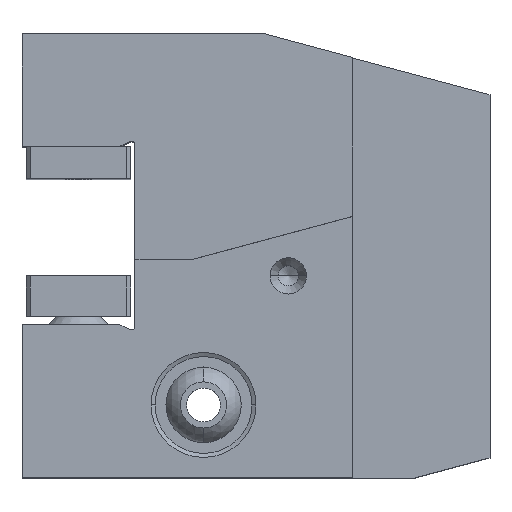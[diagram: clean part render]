
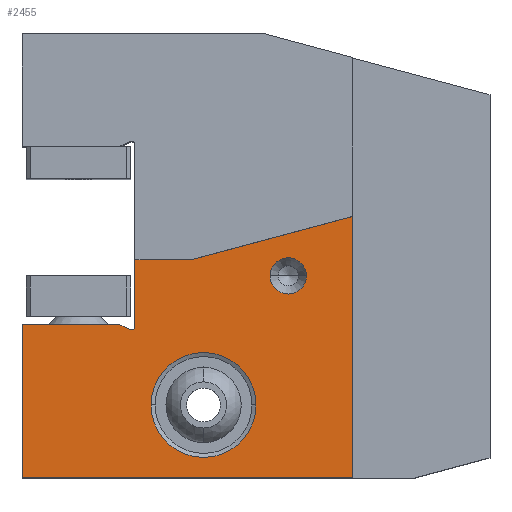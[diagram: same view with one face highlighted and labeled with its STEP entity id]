
A CAD part, top view. The second image highlights one B-rep face of the part: STEP entity #2455.
In plain terms, the highlighted planar face has unit normal (0, 0, 1).
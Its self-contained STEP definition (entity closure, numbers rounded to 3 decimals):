
#60 = CARTESIAN_POINT ( 'NONE',  ( 12.876, -21.798, 64.19 ) ) ;
#106 = CARTESIAN_POINT ( 'NONE',  ( 4.376, -3.798, 64.19 ) ) ;
#111 = CARTESIAN_POINT ( 'NONE',  ( -9.624, -11.798, 64.19 ) ) ;
#121 = LINE ( 'NONE', #3129, #4005 ) ;
#287 = DIRECTION ( 'NONE',  ( 0., 0., -1. ) ) ;
#367 = EDGE_CURVE ( 'NONE', #3641, #8243, #1716, .T. ) ;
#416 = LINE ( 'NONE', #7635, #5116 ) ;
#507 = CARTESIAN_POINT ( 'NONE',  ( 6.376, -21.798, 64.19 ) ) ;
#607 = CARTESIAN_POINT ( 'NONE',  ( 12.876, -21.798, 64.19 ) ) ;
#722 = EDGE_CURVE ( 'NONE', #7223, #3238, #2082, .T. ) ;
#791 = EDGE_CURVE ( 'NONE', #3746, #6509, #6492, .T. ) ;
#849 = CARTESIAN_POINT ( 'NONE',  ( 31.376, -30.798, 64.19 ) ) ;
#898 = VECTOR ( 'NONE', #5654, 1000. ) ;
#943 = DIRECTION ( 'NONE',  ( -1., 0., 0. ) ) ;
#955 = CARTESIAN_POINT ( 'NONE',  ( 4.376, -3.798, 64.19 ) ) ;
#1058 = DIRECTION ( 'NONE',  ( 1., 0., 0. ) ) ;
#1113 = CARTESIAN_POINT ( 'NONE',  ( 2.376, -11.798, 64.19 ) ) ;
#1123 = EDGE_LOOP ( 'NONE', ( #1246, #5997 ) ) ;
#1246 = ORIENTED_EDGE ( 'NONE', *, *, #5858, .T. ) ;
#1409 = CARTESIAN_POINT ( 'NONE',  ( 3.976, -12.102, 64.19 ) ) ;
#1438 = EDGE_CURVE ( 'NONE', #3247, #5957, #8632, .T. ) ;
#1620 = CARTESIAN_POINT ( 'NONE',  ( 21.126, -5.798, 64.19 ) ) ;
#1661 = EDGE_LOOP ( 'NONE', ( #1981, #8372, #3414, #9027, #4151, #1903, #2439, #3722, #3448 ) ) ;
#1716 = CIRCLE ( 'NONE', #7617, 6.5 ) ;
#1725 = VECTOR ( 'NONE', #7784, 1000. ) ;
#1903 = ORIENTED_EDGE ( 'NONE', *, *, #4413, .T. ) ;
#1981 = ORIENTED_EDGE ( 'NONE', *, *, #8676, .T. ) ;
#2021 = CARTESIAN_POINT ( 'NONE',  ( 11.376, -3.798, 64.19 ) ) ;
#2044 = ORIENTED_EDGE ( 'NONE', *, *, #722, .T. ) ;
#2082 = CIRCLE ( 'NONE', #8830, 2.25 ) ;
#2163 = CARTESIAN_POINT ( 'NONE',  ( 25.626, -5.798, 64.19 ) ) ;
#2209 = DIRECTION ( 'NONE',  ( 1., 0., 0. ) ) ;
#2266 = AXIS2_PLACEMENT_3D ( 'NONE', #60, #287, #1058 ) ;
#2439 = ORIENTED_EDGE ( 'NONE', *, *, #1438, .T. ) ;
#2455 = ADVANCED_FACE ( 'NONE', ( #9841, #7182, #9487 ), #3646, .T. ) ;
#2512 = CARTESIAN_POINT ( 'NONE',  ( 2.376, -11.798, 64.19 ) ) ;
#2941 = DIRECTION ( 'NONE',  ( 0., 0., 1. ) ) ;
#3028 = VECTOR ( 'NONE', #3877, 1000. ) ;
#3054 = CARTESIAN_POINT ( 'NONE',  ( 3.807, -12.465, 64.19 ) ) ;
#3090 = VERTEX_POINT ( 'NONE', #7568 ) ;
#3129 = CARTESIAN_POINT ( 'NONE',  ( 4.376, -3.798, 64.19 ) ) ;
#3162 = LINE ( 'NONE', #6704, #6379 ) ;
#3238 = VERTEX_POINT ( 'NONE', #2163 ) ;
#3247 = VERTEX_POINT ( 'NONE', #849 ) ;
#3414 = ORIENTED_EDGE ( 'NONE', *, *, #791, .T. ) ;
#3448 = ORIENTED_EDGE ( 'NONE', *, *, #6889, .T. ) ;
#3493 = EDGE_CURVE ( 'NONE', #3238, #7223, #4087, .T. ) ;
#3537 = DIRECTION ( 'NONE',  ( -0.906, 0.423, 0. ) ) ;
#3641 = VERTEX_POINT ( 'NONE', #507 ) ;
#3646 = PLANE ( 'NONE',  #9000 ) ;
#3717 = LINE ( 'NONE', #2512, #4780 ) ;
#3720 = CARTESIAN_POINT ( 'NONE',  ( 3.976, -12.102, 64.19 ) ) ;
#3722 = ORIENTED_EDGE ( 'NONE', *, *, #5405, .T. ) ;
#3746 = VERTEX_POINT ( 'NONE', #6725 ) ;
#3877 = DIRECTION ( 'NONE',  ( 0., 1., 0. ) ) ;
#3912 = EDGE_CURVE ( 'NONE', #6509, #9560, #3717, .T. ) ;
#3916 = AXIS2_PLACEMENT_3D ( 'NONE', #3720, #6818, #7578 ) ;
#4005 = VECTOR ( 'NONE', #7758, 1000. ) ;
#4063 = ORIENTED_EDGE ( 'NONE', *, *, #3493, .T. ) ;
#4087 = CIRCLE ( 'NONE', #6630, 2.25 ) ;
#4151 = ORIENTED_EDGE ( 'NONE', *, *, #7371, .T. ) ;
#4224 = DIRECTION ( 'NONE',  ( -1., 0., 0. ) ) ;
#4413 = EDGE_CURVE ( 'NONE', #3090, #3247, #6443, .T. ) ;
#4548 = CIRCLE ( 'NONE', #3916, 0.4 ) ;
#4780 = VECTOR ( 'NONE', #8717, 1000. ) ;
#4824 = EDGE_CURVE ( 'NONE', #7799, #3746, #4548, .T. ) ;
#4895 = DIRECTION ( 'NONE',  ( 0., 0., -1. ) ) ;
#5098 = VERTEX_POINT ( 'NONE', #955 ) ;
#5116 = VECTOR ( 'NONE', #9180, 1000. ) ;
#5133 = EDGE_LOOP ( 'NONE', ( #2044, #4063 ) ) ;
#5405 = EDGE_CURVE ( 'NONE', #5957, #6621, #416, .T. ) ;
#5579 = CIRCLE ( 'NONE', #2266, 6.5 ) ;
#5628 = CARTESIAN_POINT ( 'NONE',  ( -9.624, -30.798, 64.19 ) ) ;
#5654 = DIRECTION ( 'NONE',  ( 1., 0., 0. ) ) ;
#5858 = EDGE_CURVE ( 'NONE', #8243, #3641, #5579, .T. ) ;
#5957 = VERTEX_POINT ( 'NONE', #6349 ) ;
#5981 = DIRECTION ( 'NONE',  ( 0., 0., -1. ) ) ;
#5997 = ORIENTED_EDGE ( 'NONE', *, *, #367, .T. ) ;
#6138 = VECTOR ( 'NONE', #3537, 1000. ) ;
#6242 = DIRECTION ( 'NONE',  ( 1., 0., 0. ) ) ;
#6349 = CARTESIAN_POINT ( 'NONE',  ( 31.376, 1.561, 64.19 ) ) ;
#6379 = VECTOR ( 'NONE', #9832, 1000. ) ;
#6443 = LINE ( 'NONE', #5628, #898 ) ;
#6492 = LINE ( 'NONE', #3054, #6138 ) ;
#6509 = VERTEX_POINT ( 'NONE', #1113 ) ;
#6621 = VERTEX_POINT ( 'NONE', #2021 ) ;
#6630 = AXIS2_PLACEMENT_3D ( 'NONE', #9492, #4895, #943 ) ;
#6704 = CARTESIAN_POINT ( 'NONE',  ( -9.624, -11.798, 64.19 ) ) ;
#6725 = CARTESIAN_POINT ( 'NONE',  ( 3.807, -12.465, 64.19 ) ) ;
#6818 = DIRECTION ( 'NONE',  ( 0., 0., -1. ) ) ;
#6847 = CARTESIAN_POINT ( 'NONE',  ( 31.376, 1.561, 64.19 ) ) ;
#6889 = EDGE_CURVE ( 'NONE', #6621, #5098, #9899, .T. ) ;
#7182 = FACE_BOUND ( 'NONE', #1123, .T. ) ;
#7223 = VERTEX_POINT ( 'NONE', #1620 ) ;
#7371 = EDGE_CURVE ( 'NONE', #9560, #3090, #3162, .T. ) ;
#7568 = CARTESIAN_POINT ( 'NONE',  ( -9.624, -30.798, 64.19 ) ) ;
#7578 = DIRECTION ( 'NONE',  ( 1., 0., 0. ) ) ;
#7617 = AXIS2_PLACEMENT_3D ( 'NONE', #607, #5981, #6242 ) ;
#7635 = CARTESIAN_POINT ( 'NONE',  ( 11.376, -3.798, 64.19 ) ) ;
#7758 = DIRECTION ( 'NONE',  ( 0., -1., 0. ) ) ;
#7784 = DIRECTION ( 'NONE',  ( -1., 0., 0. ) ) ;
#7799 = VERTEX_POINT ( 'NONE', #8309 ) ;
#8005 = CARTESIAN_POINT ( 'NONE',  ( 23.376, -5.798, 64.19 ) ) ;
#8243 = VERTEX_POINT ( 'NONE', #8796 ) ;
#8309 = CARTESIAN_POINT ( 'NONE',  ( 4.376, -12.102, 64.19 ) ) ;
#8372 = ORIENTED_EDGE ( 'NONE', *, *, #4824, .T. ) ;
#8632 = LINE ( 'NONE', #6847, #3028 ) ;
#8676 = EDGE_CURVE ( 'NONE', #5098, #7799, #121, .T. ) ;
#8717 = DIRECTION ( 'NONE',  ( -1., 0., 0. ) ) ;
#8778 = DIRECTION ( 'NONE',  ( 0., 0., -1. ) ) ;
#8796 = CARTESIAN_POINT ( 'NONE',  ( 19.376, -21.798, 64.19 ) ) ;
#8830 = AXIS2_PLACEMENT_3D ( 'NONE', #8005, #8778, #4224 ) ;
#9000 = AXIS2_PLACEMENT_3D ( 'NONE', #1409, #2941, #2209 ) ;
#9027 = ORIENTED_EDGE ( 'NONE', *, *, #3912, .T. ) ;
#9180 = DIRECTION ( 'NONE',  ( -0.966, -0.259, 0. ) ) ;
#9487 = FACE_OUTER_BOUND ( 'NONE', #1661, .T. ) ;
#9492 = CARTESIAN_POINT ( 'NONE',  ( 23.376, -5.798, 64.19 ) ) ;
#9560 = VERTEX_POINT ( 'NONE', #111 ) ;
#9832 = DIRECTION ( 'NONE',  ( 0., -1., 0. ) ) ;
#9841 = FACE_BOUND ( 'NONE', #5133, .T. ) ;
#9899 = LINE ( 'NONE', #106, #1725 ) ;
